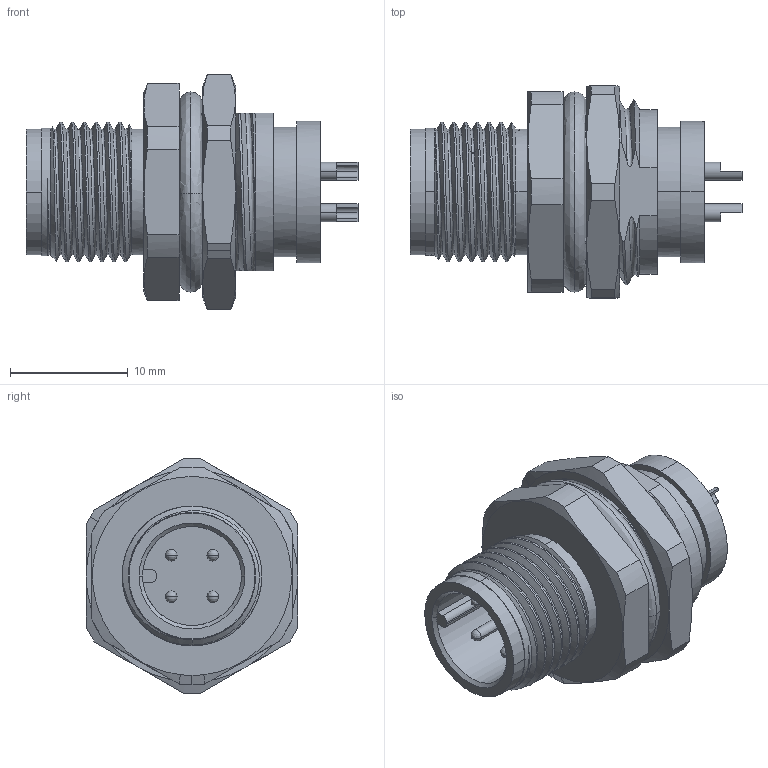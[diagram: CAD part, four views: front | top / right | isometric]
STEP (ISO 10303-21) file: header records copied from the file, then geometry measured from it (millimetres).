
FILE_DESCRIPTION (( 'STEP AP203' ), '1' );
FILE_NAME ('54-00539.STEP', '2025-12-01T22:45:23', ( '' ), ( '' ), 'SwSTEP 2.0', 'SolidWorks 2025', '' );
FILE_SCHEMA (( 'CONFIG_CONTROL_DESIGN' ));
Length unit declared in the file: millimetre
Products named in the file (3): 56-00046; 54-00539
Assembly tree (2 placements, depth 2):
  54-00539
    54-00539
    56-00046
Bounding box: 28.2 x 18 x 19.95 mm (x, y, z)
Volume: 2392.4 mm3; surface area: 4820.3 mm2
Topology: 4 solids, 4 shells, 301 faces, 870 edges, 584 vertices
Faces by surface type: cylinder 128, plane 67, bspline 62, cone 44
Entity records: 24811 total; most frequent: CARTESIAN_POINT 17716, ORIENTED_EDGE 1708, DIRECTION 953, EDGE_CURVE 854, VERTEX_POINT 584, B_SPLINE_CURVE_WITH_KNOTS 507, AXIS2_PLACEMENT_3D 362, EDGE_LOOP 330
